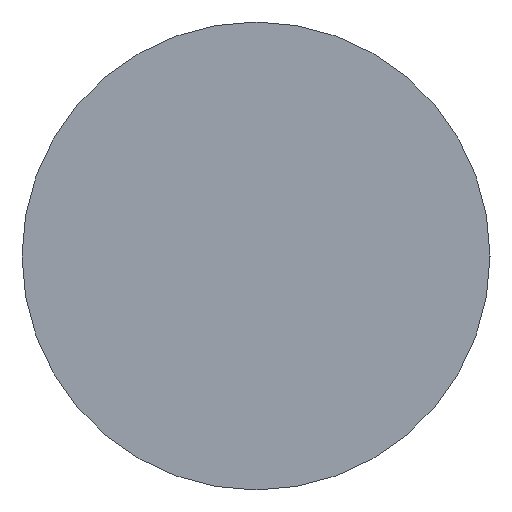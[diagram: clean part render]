
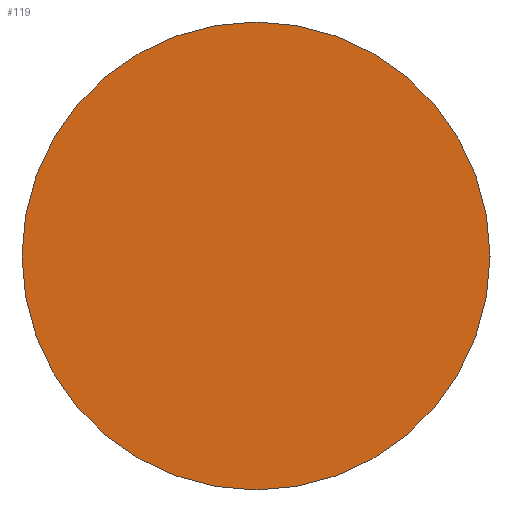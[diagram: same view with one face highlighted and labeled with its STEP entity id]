
A CAD part, left-side view. The second image highlights one B-rep face of the part: STEP entity #119.
In plain terms, the highlighted planar face has unit normal (-1, 0, 0).
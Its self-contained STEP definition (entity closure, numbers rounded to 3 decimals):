
#2 = VERTEX_POINT ( 'NONE', #153 ) ;
#7 = ORIENTED_EDGE ( 'NONE', *, *, #143, .T. ) ;
#29 = EDGE_CURVE ( 'NONE', #2, #30, #133, .T. ) ;
#30 = VERTEX_POINT ( 'NONE', #107 ) ;
#46 = AXIS2_PLACEMENT_3D ( 'NONE', #49, #147, #73 ) ;
#49 = CARTESIAN_POINT ( 'NONE',  ( 11.083, 6.522, 0. ) ) ;
#51 = CIRCLE ( 'NONE', #100, 2. ) ;
#72 = DIRECTION ( 'NONE',  ( 0., 0., -1. ) ) ;
#73 = DIRECTION ( 'NONE',  ( 0., 0., 1. ) ) ;
#81 = DIRECTION ( 'NONE',  ( -1., 0., 0. ) ) ;
#89 = CARTESIAN_POINT ( 'NONE',  ( 11.083, 6.522, 0. ) ) ;
#96 = FACE_OUTER_BOUND ( 'NONE', #118, .T. ) ;
#97 = DIRECTION ( 'NONE',  ( 0., 0., 1. ) ) ;
#100 = AXIS2_PLACEMENT_3D ( 'NONE', #141, #81, #97 ) ;
#107 = CARTESIAN_POINT ( 'NONE',  ( 11.083, 6.522, 2. ) ) ;
#114 = ORIENTED_EDGE ( 'NONE', *, *, #29, .T. ) ;
#118 = EDGE_LOOP ( 'NONE', ( #7, #114 ) ) ;
#119 = ADVANCED_FACE ( 'NONE', ( #96 ), #175, .F. ) ;
#133 = CIRCLE ( 'NONE', #46, 2. ) ;
#141 = CARTESIAN_POINT ( 'NONE',  ( 11.083, 6.522, 0. ) ) ;
#143 = EDGE_CURVE ( 'NONE', #30, #2, #51, .T. ) ;
#147 = DIRECTION ( 'NONE',  ( -1., 0., 0. ) ) ;
#153 = CARTESIAN_POINT ( 'NONE',  ( 11.083, 6.522, -2. ) ) ;
#158 = AXIS2_PLACEMENT_3D ( 'NONE', #89, #159, #72 ) ;
#159 = DIRECTION ( 'NONE',  ( 1., 0., 0. ) ) ;
#175 = PLANE ( 'NONE',  #158 ) ;
